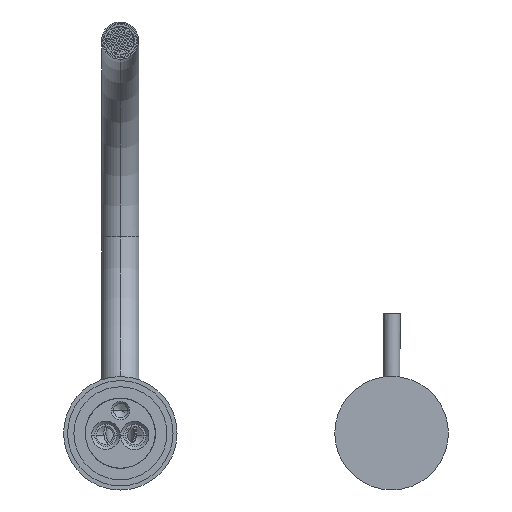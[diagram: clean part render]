
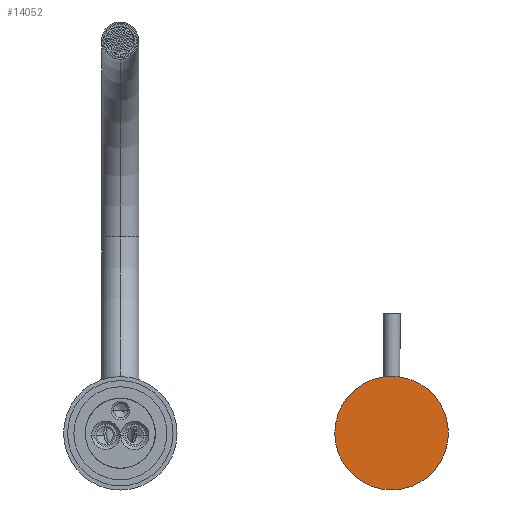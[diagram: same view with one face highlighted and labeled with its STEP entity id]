
A CAD part, front view. The second image highlights one B-rep face of the part: STEP entity #14052.
In plain terms, the highlighted planar face has unit normal (0, -1, 0).
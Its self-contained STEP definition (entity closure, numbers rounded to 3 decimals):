
#105 = DIRECTION ( 'NONE',  ( 0., 1., 0. ) ) ;
#820 = DIRECTION ( 'NONE',  ( 0., -1., 0. ) ) ;
#1639 = CIRCLE ( 'NONE', #13025, 27.5 ) ;
#3052 = CARTESIAN_POINT ( 'NONE',  ( 0., 0., 27.5 ) ) ;
#3727 = VERTEX_POINT ( 'NONE', #3052 ) ;
#4099 = EDGE_LOOP ( 'NONE', ( #12537, #9998 ) ) ;
#5185 = CARTESIAN_POINT ( 'NONE',  ( 0., 0., 0. ) ) ;
#6334 = DIRECTION ( 'NONE',  ( 0., 0., 1. ) ) ;
#6898 = CARTESIAN_POINT ( 'NONE',  ( 0., 0., 0. ) ) ;
#8027 = DIRECTION ( 'NONE',  ( 0., 0., 1. ) ) ;
#8747 = DIRECTION ( 'NONE',  ( 0., 0., -1. ) ) ;
#9278 = CIRCLE ( 'NONE', #14061, 27.5 ) ;
#9418 = AXIS2_PLACEMENT_3D ( 'NONE', #12142, #820, #8747 ) ;
#9443 = FACE_OUTER_BOUND ( 'NONE', #4099, .T. ) ;
#9998 = ORIENTED_EDGE ( 'NONE', *, *, #13378, .F. ) ;
#11641 = CARTESIAN_POINT ( 'NONE',  ( 0., 0., -27.5 ) ) ;
#12142 = CARTESIAN_POINT ( 'NONE',  ( 0., 0., 0. ) ) ;
#12323 = VERTEX_POINT ( 'NONE', #11641 ) ;
#12537 = ORIENTED_EDGE ( 'NONE', *, *, #13719, .F. ) ;
#13025 = AXIS2_PLACEMENT_3D ( 'NONE', #5185, #13148, #6334 ) ;
#13148 = DIRECTION ( 'NONE',  ( 0., 1., 0. ) ) ;
#13378 = EDGE_CURVE ( 'NONE', #12323, #3727, #9278, .T. ) ;
#13719 = EDGE_CURVE ( 'NONE', #3727, #12323, #1639, .T. ) ;
#14052 = ADVANCED_FACE ( 'NONE', ( #9443 ), #14415, .T. ) ;
#14061 = AXIS2_PLACEMENT_3D ( 'NONE', #6898, #105, #8027 ) ;
#14415 = PLANE ( 'NONE',  #9418 ) ;
